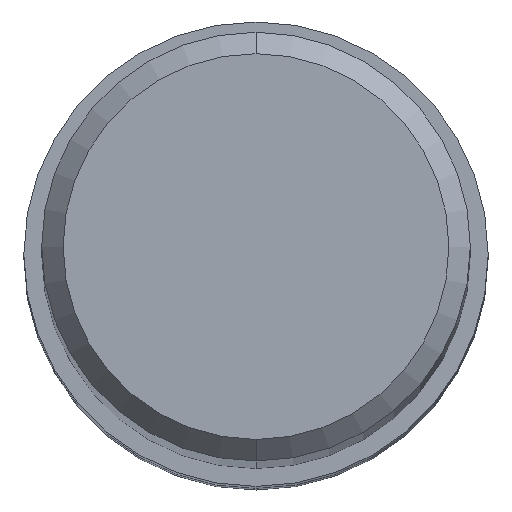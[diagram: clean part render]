
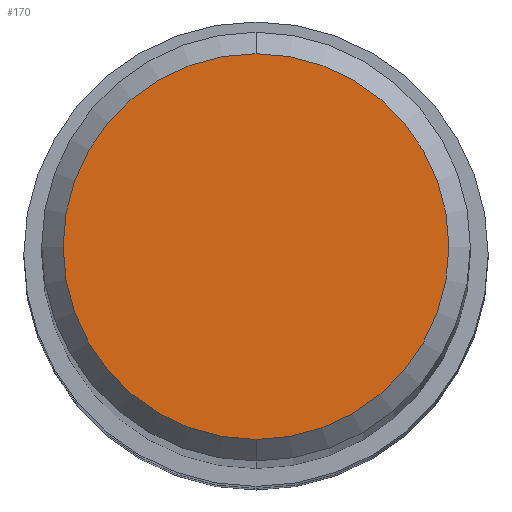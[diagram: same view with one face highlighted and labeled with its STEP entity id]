
A CAD part, top view. The second image highlights one B-rep face of the part: STEP entity #170.
In plain terms, the highlighted planar face has unit normal (0, 0, 1).
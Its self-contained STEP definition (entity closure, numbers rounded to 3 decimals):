
#134=EDGE_CURVE('',#200,#188,#277,.T.);
#166=EDGE_CURVE('',#188,#200,#314,.T.);
#170=ADVANCED_FACE('',(#318),#319,.T.);
#188=VERTEX_POINT('',#339);
#200=VERTEX_POINT('',#352);
#277=CIRCLE('',#439,5.4);
#314=CIRCLE('',#484,5.4);
#318=FACE_OUTER_BOUND('',#487,.T.);
#319=PLANE('',#488);
#339=CARTESIAN_POINT('',(0.,-5.4,0.0));
#352=CARTESIAN_POINT('',(0.0,5.4,0.0));
#439=AXIS2_PLACEMENT_3D('',#596,#597,#598);
#484=AXIS2_PLACEMENT_3D('',#652,#653,#654);
#487=EDGE_LOOP('',(#657,#658));
#488=AXIS2_PLACEMENT_3D('',#659,#660,#661);
#596=CARTESIAN_POINT('',(0.0,0.0,0.0));
#597=DIRECTION('',(0.0,0.0,-1.0));
#598=DIRECTION('',(0.0,1.0,0.0));
#652=CARTESIAN_POINT('',(0.0,0.0,0.0));
#653=DIRECTION('',(0.0,0.0,-1.0));
#654=DIRECTION('',(0.0,1.0,0.0));
#657=ORIENTED_EDGE('',*,*,#134,.F.);
#658=ORIENTED_EDGE('',*,*,#166,.F.);
#659=CARTESIAN_POINT('',(0.0,2.7,0.0));
#660=DIRECTION('',(-0.0,0.0,1.0));
#661=DIRECTION('',(0.0,-1.0,0.0));
